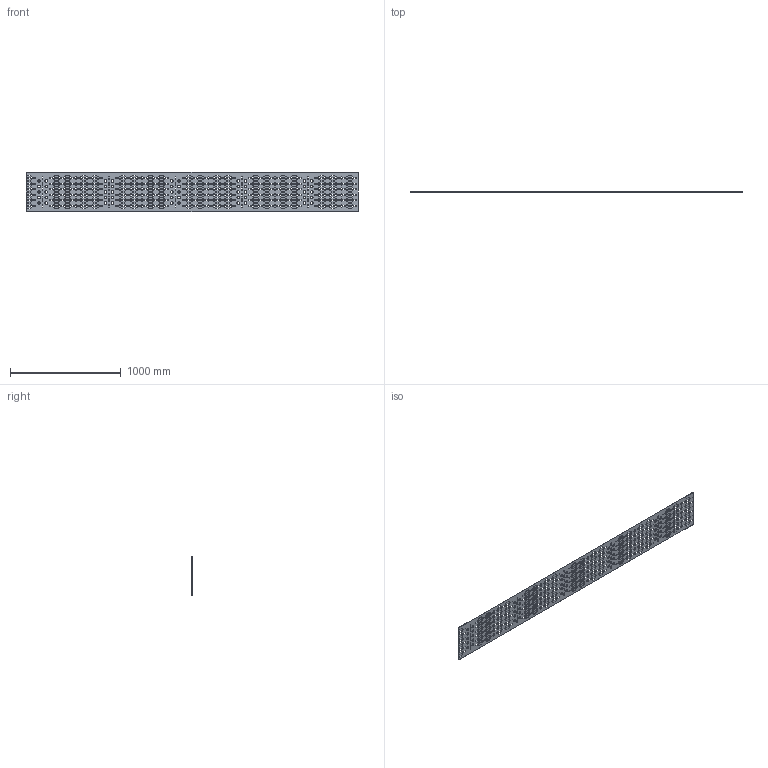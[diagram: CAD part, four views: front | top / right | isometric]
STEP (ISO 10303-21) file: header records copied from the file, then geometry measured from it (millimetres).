
FILE_DESCRIPTION (( 'STEP AP203' ), '1' );
FILE_NAME ('ÊÈÂÀ 195.00.09 Äîííàÿ âñòàâêà äëÿ ëîòêà LESTA_3000õ400.step', '2022-01-27T11:25:57', ( '' ), ( '' ), 'SwSTEP 2.0', 'SolidWorks 2017', '' );
FILE_SCHEMA (( 'CONFIG_CONTROL_DESIGN' ));
Products named in the file (1): ÊÈÂÀ 195.00.09 Äîííàÿ âñòàâêà äëÿ ëîòêà LESTA_3000õ400
Bounding box: 3000 x 1.2 x 355 mm (x, y, z)
Volume: 1077339.8 mm3; surface area: 1867830 mm2
Topology: 1 solids, 1 shells, 3486 faces, 10452 edges, 6968 vertices
Faces by surface type: cylinder 2012, plane 1474
Entity records: 122233 total; most frequent: DIRECTION 21450, CARTESIAN_POINT 20907, ORIENTED_EDGE 20904, EDGE_CURVE 10452, AXIS2_PLACEMENT_3D 7511, VERTEX_POINT 6968, LINE 6428, VECTOR 6428
